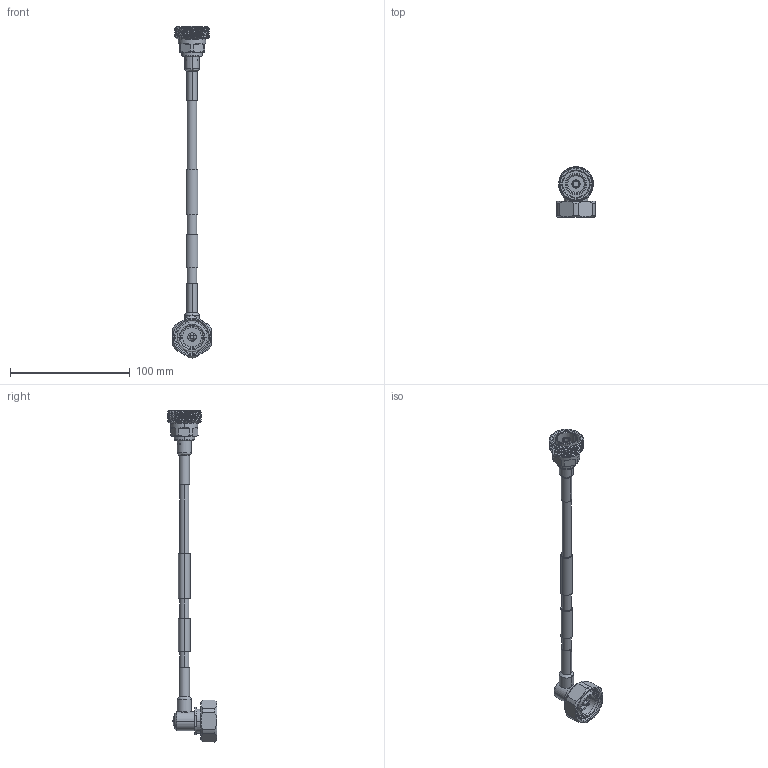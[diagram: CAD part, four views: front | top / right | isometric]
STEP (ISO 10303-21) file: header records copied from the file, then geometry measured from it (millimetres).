
FILE_DESCRIPTION (( 'STEP AP214' ), '1' );
FILE_NAME ('PE3C8512.step', '2021-10-05T16:09:28', ( '' ), ( '' ), 'SwSTEP 2.0', 'SolidWorks 2021', '' );
FILE_SCHEMA (( 'AUTOMOTIVE_DESIGN' ));
Length unit declared in the file: inch
Products named in the file (5): TC-250-716M-RA-LP^PE3C8512; Heat Shrink^PE3C8512; SPO-250^PE3C8512; PE3C8512; TC-SPP250-716F-LP^PE3C8512
Assembly tree (5 placements, depth 2):
  PE3C8512
    SPO-250^PE3C8512
    Heat Shrink^PE3C8512  x2
    TC-250-716M-RA-LP^PE3C8512
    TC-SPP250-716F-LP^PE3C8512
Bounding box: 32 x 41.8 x 277.69 mm (x, y, z)
Volume: 35437 mm3; surface area: 21096.9 mm2
Topology: 5 solids, 5 shells, 296 faces, 667 edges, 408 vertices
Faces by surface type: cylinder 115, plane 79, cone 77, bspline 15, torus 6, sphere 4
Entity records: 11996 total; most frequent: CARTESIAN_POINT 5305, DIRECTION 1437, ORIENTED_EDGE 1306, EDGE_CURVE 653, AXIS2_PLACEMENT_3D 593, VERTEX_POINT 400, EDGE_LOOP 319, CIRCLE 310
